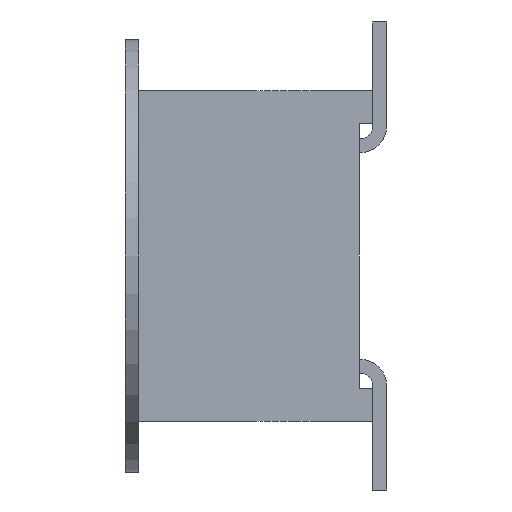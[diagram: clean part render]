
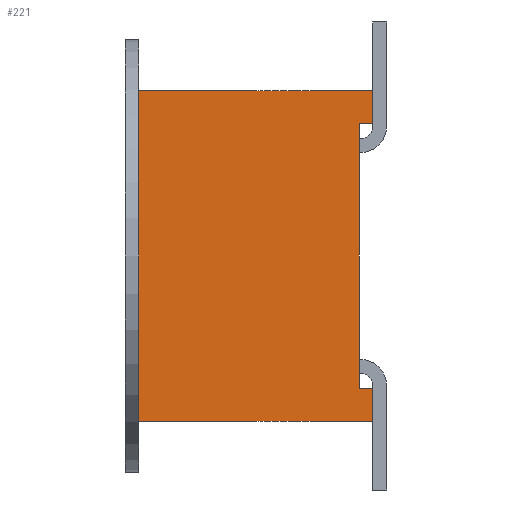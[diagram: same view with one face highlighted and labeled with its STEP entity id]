
A CAD part, left-side view. The second image highlights one B-rep face of the part: STEP entity #221.
In plain terms, the highlighted planar face has unit normal (-1, 0, 0).
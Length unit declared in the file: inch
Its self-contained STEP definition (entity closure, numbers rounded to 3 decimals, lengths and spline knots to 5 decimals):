
#221 = ADVANCED_FACE( '', ( #337 ), #338, .F. );
#337 = FACE_OUTER_BOUND( '', #585, .T. );
#338 = PLANE( '', #586 );
#585 = EDGE_LOOP( '', ( #847, #848, #849, #850, #851, #852, #853, #854 ) );
#586 = AXIS2_PLACEMENT_3D( '', #855, #856, #857 );
#847 = ORIENTED_EDGE( '', *, *, #1798, .T. );
#848 = ORIENTED_EDGE( '', *, *, #1797, .T. );
#849 = ORIENTED_EDGE( '', *, *, #1799, .F. );
#850 = ORIENTED_EDGE( '', *, *, #1800, .F. );
#851 = ORIENTED_EDGE( '', *, *, #1791, .T. );
#852 = ORIENTED_EDGE( '', *, *, #1788, .T. );
#853 = ORIENTED_EDGE( '', *, *, #1801, .T. );
#854 = ORIENTED_EDGE( '', *, *, #1802, .T. );
#855 = CARTESIAN_POINT( '', ( 0., 0.085, -0.06 ) );
#856 = DIRECTION( '', ( 1., 0., 0. ) );
#857 = DIRECTION( '', ( 0., 0., -1. ) );
#1788 = EDGE_CURVE( '', #2104, #2101, #2105, .T. );
#1791 = EDGE_CURVE( '', #2109, #2104, #2110, .T. );
#1797 = EDGE_CURVE( '', #2115, #2119, #2121, .T. );
#1798 = EDGE_CURVE( '', #2122, #2115, #2123, .T. );
#1799 = EDGE_CURVE( '', #2124, #2119, #2125, .T. );
#1800 = EDGE_CURVE( '', #2109, #2124, #2126, .T. );
#1801 = EDGE_CURVE( '', #2101, #2127, #2128, .T. );
#1802 = EDGE_CURVE( '', #2127, #2122, #2129, .T. );
#2101 = VERTEX_POINT( '', #2625 );
#2104 = VERTEX_POINT( '', #2629 );
#2105 = LINE( '', #2630, #2631 );
#2109 = VERTEX_POINT( '', #2637 );
#2110 = LINE( '', #2638, #2639 );
#2115 = VERTEX_POINT( '', #2646 );
#2119 = VERTEX_POINT( '', #2652 );
#2121 = LINE( '', #2655, #2656 );
#2122 = VERTEX_POINT( '', #2657 );
#2123 = LINE( '', #2658, #2659 );
#2124 = VERTEX_POINT( '', #2660 );
#2125 = LINE( '', #2661, #2662 );
#2126 = LINE( '', #2663, #2664 );
#2127 = VERTEX_POINT( '', #2665 );
#2128 = LINE( '', #2666, #2667 );
#2129 = LINE( '', #2668, #2669 );
#2625 = CARTESIAN_POINT( '', ( 0., 0., -0.048 ) );
#2629 = CARTESIAN_POINT( '', ( 0., 0., -0.06 ) );
#2630 = CARTESIAN_POINT( '', ( 0., 0., -0.06 ) );
#2631 = VECTOR( '', #3438, 39.37008 );
#2637 = CARTESIAN_POINT( '', ( 0., 0.085, -0.06 ) );
#2638 = CARTESIAN_POINT( '', ( 0., 0.085, -0.06 ) );
#2639 = VECTOR( '', #3441, 39.37008 );
#2646 = CARTESIAN_POINT( '', ( 0., 0., 0.048 ) );
#2652 = CARTESIAN_POINT( '', ( 0., 0., 0.06 ) );
#2655 = CARTESIAN_POINT( '', ( 0., 0., -0.06 ) );
#2656 = VECTOR( '', #3447, 39.37008 );
#2657 = CARTESIAN_POINT( '', ( 0., 0.005, 0.048 ) );
#2658 = CARTESIAN_POINT( '', ( 0., 0.005, 0.048 ) );
#2659 = VECTOR( '', #3448, 39.37008 );
#2660 = CARTESIAN_POINT( '', ( 0., 0.085, 0.06 ) );
#2661 = CARTESIAN_POINT( '', ( 0., 0.085, 0.06 ) );
#2662 = VECTOR( '', #3449, 39.37008 );
#2663 = CARTESIAN_POINT( '', ( 0., 0.085, -0.06 ) );
#2664 = VECTOR( '', #3450, 39.37008 );
#2665 = CARTESIAN_POINT( '', ( 0., 0.005, -0.048 ) );
#2666 = CARTESIAN_POINT( '', ( 0., -0.005, -0.048 ) );
#2667 = VECTOR( '', #3451, 39.37008 );
#2668 = CARTESIAN_POINT( '', ( 0., 0.005, -0.048 ) );
#2669 = VECTOR( '', #3452, 39.37008 );
#3438 = DIRECTION( '', ( 0., 0., 1. ) );
#3441 = DIRECTION( '', ( 0., -1., 0. ) );
#3447 = DIRECTION( '', ( 0., 0., 1. ) );
#3448 = DIRECTION( '', ( 0., -1., 0. ) );
#3449 = DIRECTION( '', ( 0., -1., 0. ) );
#3450 = DIRECTION( '', ( 0., 0., 1. ) );
#3451 = DIRECTION( '', ( 0., 1., 0. ) );
#3452 = DIRECTION( '', ( 0., 0., 1. ) );
